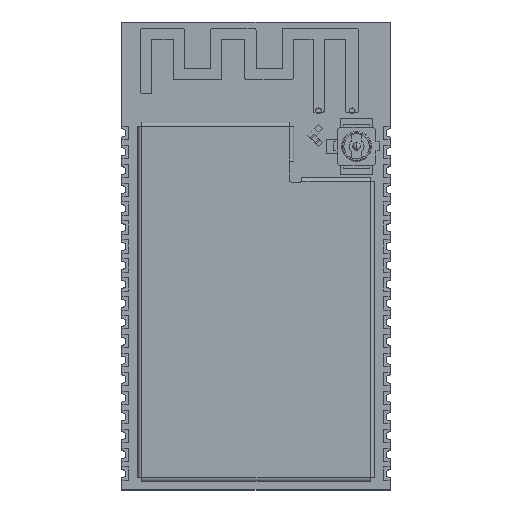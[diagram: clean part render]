
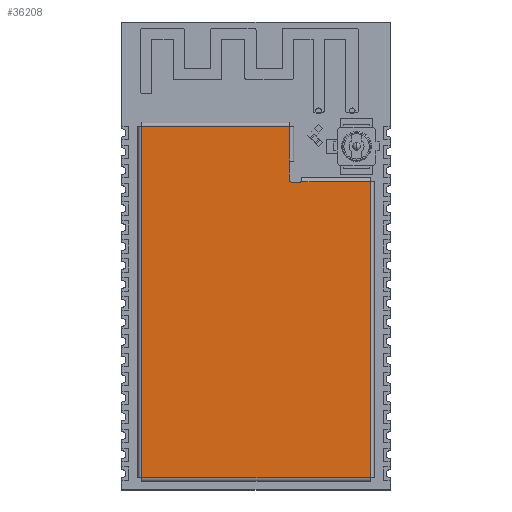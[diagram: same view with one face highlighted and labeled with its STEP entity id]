
A CAD part, top view. The second image highlights one B-rep face of the part: STEP entity #36208.
In plain terms, the highlighted planar face has unit normal (0, 0, 1).
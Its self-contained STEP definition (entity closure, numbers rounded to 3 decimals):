
#865 = DIRECTION ( 'NONE',  ( 0., -1., 0. ) ) ;
#1834 = EDGE_CURVE ( 'NONE', #28574, #29759, #99504, .T. ) ;
#2689 = CARTESIAN_POINT ( 'NONE',  ( 10.2, 21.427, 2.5 ) ) ;
#3572 = ORIENTED_EDGE ( 'NONE', *, *, #1834, .T. ) ;
#4099 = VERTEX_POINT ( 'NONE', #66897 ) ;
#10284 = PLANE ( 'NONE',  #87497 ) ;
#10782 = FACE_OUTER_BOUND ( 'NONE', #25120, .T. ) ;
#11168 = VERTEX_POINT ( 'NONE', #67153 ) ;
#11954 = ORIENTED_EDGE ( 'NONE', *, *, #81809, .F. ) ;
#13055 = CARTESIAN_POINT ( 'NONE',  ( 0.25, 0.25, 2.5 ) ) ;
#13303 = VECTOR ( 'NONE', #39040, 1000. ) ;
#15578 = CARTESIAN_POINT ( 'NONE',  ( 10.35, 20.27, 2.5 ) ) ;
#15691 = CIRCLE ( 'NONE', #90307, 0.1 ) ;
#18139 = DIRECTION ( 'NONE',  ( 0., 1., 0. ) ) ;
#19823 = ORIENTED_EDGE ( 'NONE', *, *, #60547, .T. ) ;
#20795 = EDGE_CURVE ( 'NONE', #57800, #57836, #71469, .T. ) ;
#21199 = DIRECTION ( 'NONE',  ( 0., -1., 0. ) ) ;
#21435 = LINE ( 'NONE', #69143, #69735 ) ;
#22228 = CARTESIAN_POINT ( 'NONE',  ( 10.2, 23.84, 2.5 ) ) ;
#22707 = EDGE_CURVE ( 'NONE', #95648, #57800, #75913, .T. ) ;
#22797 = CARTESIAN_POINT ( 'NONE',  ( 10.15, 20.07, 2.5 ) ) ;
#23039 = CIRCLE ( 'NONE', #42430, 0.2 ) ;
#24197 = VERTEX_POINT ( 'NONE', #33675 ) ;
#25120 = EDGE_LOOP ( 'NONE', ( #11954, #19823, #3572, #90767, #50094, #74361, #31019, #79043, #29425, #46225, #72364 ) ) ;
#25737 = CARTESIAN_POINT ( 'NONE',  ( 10.85, 20.17, 2.5 ) ) ;
#28574 = VERTEX_POINT ( 'NONE', #2689 ) ;
#29425 = ORIENTED_EDGE ( 'NONE', *, *, #55350, .T. ) ;
#29759 = VERTEX_POINT ( 'NONE', #22228 ) ;
#31019 = ORIENTED_EDGE ( 'NONE', *, *, #20795, .T. ) ;
#33327 = DIRECTION ( 'NONE',  ( 0., 0., -1. ) ) ;
#33675 = CARTESIAN_POINT ( 'NONE',  ( 10.937, 20.12, 2.5 ) ) ;
#35011 = CARTESIAN_POINT ( 'NONE',  ( 10.15, 21.34, 2.5 ) ) ;
#36208 = ADVANCED_FACE ( 'NONE', ( #10782 ), #10284, .F. ) ;
#36511 = CARTESIAN_POINT ( 'NONE',  ( 10.2, 0., 2.5 ) ) ;
#37234 = DIRECTION ( 'NONE',  ( 0., 0., -1. ) ) ;
#37849 = VECTOR ( 'NONE', #865, 1000. ) ;
#39040 = DIRECTION ( 'NONE',  ( 1., 0., 0. ) ) ;
#40890 = VECTOR ( 'NONE', #61090, 1000. ) ;
#42255 = VECTOR ( 'NONE', #18139, 1000. ) ;
#42430 = AXIS2_PLACEMENT_3D ( 'NONE', #15578, #77606, #94777 ) ;
#44450 = VECTOR ( 'NONE', #97535, 1000. ) ;
#45963 = EDGE_CURVE ( 'NONE', #57836, #24197, #74746, .T. ) ;
#46225 = ORIENTED_EDGE ( 'NONE', *, *, #56284, .F. ) ;
#47226 = VECTOR ( 'NONE', #98515, 1000. ) ;
#50094 = ORIENTED_EDGE ( 'NONE', *, *, #95716, .T. ) ;
#53805 = LINE ( 'NONE', #84830, #13303 ) ;
#54770 = LINE ( 'NONE', #22797, #37849 ) ;
#55066 = VERTEX_POINT ( 'NONE', #73407 ) ;
#55350 = EDGE_CURVE ( 'NONE', #24197, #89113, #69952, .T. ) ;
#56284 = EDGE_CURVE ( 'NONE', #11168, #89113, #53805, .T. ) ;
#56700 = DIRECTION ( 'NONE',  ( -1., 0., 0. ) ) ;
#57800 = VERTEX_POINT ( 'NONE', #62329 ) ;
#57836 = VERTEX_POINT ( 'NONE', #92322 ) ;
#58981 = DIRECTION ( 'NONE',  ( -1., 0., 0. ) ) ;
#60547 = EDGE_CURVE ( 'NONE', #91021, #28574, #15691, .T. ) ;
#61090 = DIRECTION ( 'NONE',  ( 1., 0., 0. ) ) ;
#62329 = CARTESIAN_POINT ( 'NONE',  ( 15.59, 0.25, 2.5 ) ) ;
#66116 = DIRECTION ( 'NONE',  ( 0., 0., -1. ) ) ;
#66570 = CARTESIAN_POINT ( 'NONE',  ( 0., 20.12, 2.5 ) ) ;
#66897 = CARTESIAN_POINT ( 'NONE',  ( 0.25, 23.84, 2.5 ) ) ;
#67153 = CARTESIAN_POINT ( 'NONE',  ( 10.35, 20.07, 2.5 ) ) ;
#68802 = CARTESIAN_POINT ( 'NONE',  ( 10.25, 21.34, 2.5 ) ) ;
#69143 = CARTESIAN_POINT ( 'NONE',  ( 0., 23.84, 2.5 ) ) ;
#69735 = VECTOR ( 'NONE', #75798, 1000. ) ;
#69952 = CIRCLE ( 'NONE', #89351, 0.1 ) ;
#71469 = LINE ( 'NONE', #80112, #42255 ) ;
#72267 = CARTESIAN_POINT ( 'NONE',  ( 0., 0., 2.5 ) ) ;
#72364 = ORIENTED_EDGE ( 'NONE', *, *, #78326, .T. ) ;
#73407 = CARTESIAN_POINT ( 'NONE',  ( 10.15, 20.27, 2.5 ) ) ;
#74361 = ORIENTED_EDGE ( 'NONE', *, *, #22707, .T. ) ;
#74746 = LINE ( 'NONE', #66570, #44450 ) ;
#75446 = DIRECTION ( 'NONE',  ( -1., 0., 0. ) ) ;
#75798 = DIRECTION ( 'NONE',  ( -1., 0., 0. ) ) ;
#75913 = LINE ( 'NONE', #84000, #40890 ) ;
#77606 = DIRECTION ( 'NONE',  ( 0., 0., -1. ) ) ;
#78326 = EDGE_CURVE ( 'NONE', #11168, #55066, #23039, .T. ) ;
#79043 = ORIENTED_EDGE ( 'NONE', *, *, #45963, .T. ) ;
#80112 = CARTESIAN_POINT ( 'NONE',  ( 15.59, 0., 2.5 ) ) ;
#81809 = EDGE_CURVE ( 'NONE', #91021, #55066, #54770, .T. ) ;
#83530 = CARTESIAN_POINT ( 'NONE',  ( 10.85, 20.07, 2.5 ) ) ;
#84000 = CARTESIAN_POINT ( 'NONE',  ( 0., 0.25, 2.5 ) ) ;
#84830 = CARTESIAN_POINT ( 'NONE',  ( 10.15, 20.07, 2.5 ) ) ;
#87497 = AXIS2_PLACEMENT_3D ( 'NONE', #72267, #66116, #58981 ) ;
#89113 = VERTEX_POINT ( 'NONE', #83530 ) ;
#89269 = LINE ( 'NONE', #90799, #95925 ) ;
#89351 = AXIS2_PLACEMENT_3D ( 'NONE', #25737, #33327, #56700 ) ;
#90307 = AXIS2_PLACEMENT_3D ( 'NONE', #68802, #37234, #75446 ) ;
#90767 = ORIENTED_EDGE ( 'NONE', *, *, #91594, .T. ) ;
#90799 = CARTESIAN_POINT ( 'NONE',  ( 0.25, 0., 2.5 ) ) ;
#91021 = VERTEX_POINT ( 'NONE', #35011 ) ;
#91594 = EDGE_CURVE ( 'NONE', #29759, #4099, #21435, .T. ) ;
#92322 = CARTESIAN_POINT ( 'NONE',  ( 15.59, 20.12, 2.5 ) ) ;
#94777 = DIRECTION ( 'NONE',  ( -1., 0., 0. ) ) ;
#95648 = VERTEX_POINT ( 'NONE', #13055 ) ;
#95716 = EDGE_CURVE ( 'NONE', #4099, #95648, #89269, .T. ) ;
#95925 = VECTOR ( 'NONE', #21199, 1000. ) ;
#97535 = DIRECTION ( 'NONE',  ( -1., 0., 0. ) ) ;
#98515 = DIRECTION ( 'NONE',  ( 0., 1., 0. ) ) ;
#99504 = LINE ( 'NONE', #36511, #47226 ) ;
